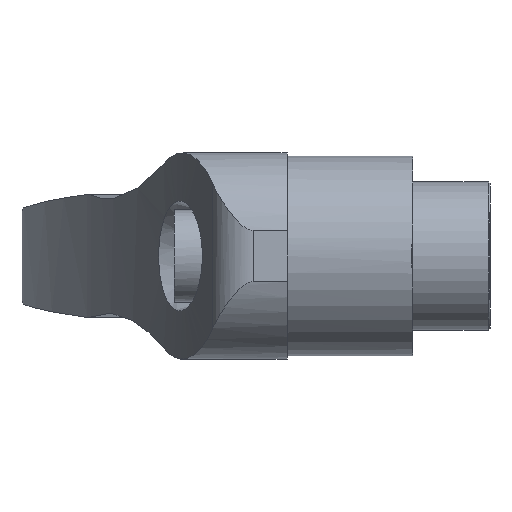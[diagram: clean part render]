
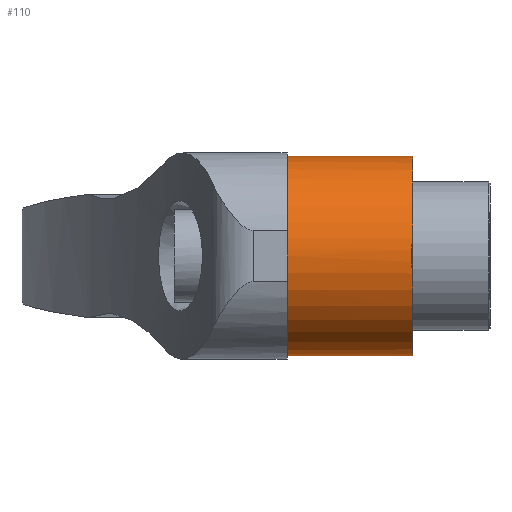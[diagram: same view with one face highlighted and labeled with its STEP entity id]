
A CAD part, left-side view. The second image highlights one B-rep face of the part: STEP entity #110.
In plain terms, the highlighted cylindrical face has radius 15.5 mm (diameter 31 mm), a full revolution.
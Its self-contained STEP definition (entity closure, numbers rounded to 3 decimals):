
#110 = ADVANCED_FACE( '', ( #264, #265 ), #266, .T. );
#264 = FACE_OUTER_BOUND( '', #470, .T. );
#265 = FACE_OUTER_BOUND( '', #471, .T. );
#266 = CYLINDRICAL_SURFACE( '', #472, 15.5 );
#470 = EDGE_LOOP( '', ( #732, #733 ) );
#471 = EDGE_LOOP( '', ( #734, #735, #736, #737, #738, #739 ) );
#472 = AXIS2_PLACEMENT_3D( '', #740, #741, #742 );
#732 = ORIENTED_EDGE( '', *, *, #1152, .T. );
#733 = ORIENTED_EDGE( '', *, *, #1197, .T. );
#734 = ORIENTED_EDGE( '', *, *, #1198, .T. );
#735 = ORIENTED_EDGE( '', *, *, #1199, .T. );
#736 = ORIENTED_EDGE( '', *, *, #1200, .F. );
#737 = ORIENTED_EDGE( '', *, *, #1201, .T. );
#738 = ORIENTED_EDGE( '', *, *, #1202, .T. );
#739 = ORIENTED_EDGE( '', *, *, #1203, .T. );
#740 = CARTESIAN_POINT( '', ( 0., 36.688, 0. ) );
#741 = DIRECTION( '', ( 0., -1., 0. ) );
#742 = DIRECTION( '', ( 0., 0., 1. ) );
#1152 = EDGE_CURVE( '', #1360, #1358, #1361, .F. );
#1197 = EDGE_CURVE( '', #1358, #1360, #1431, .F. );
#1198 = EDGE_CURVE( '', #1432, #1433, #1434, .T. );
#1199 = EDGE_CURVE( '', #1433, #1435, #1436, .T. );
#1200 = EDGE_CURVE( '', #1437, #1435, #1438, .T. );
#1201 = EDGE_CURVE( '', #1437, #1439, #1440, .F. );
#1202 = EDGE_CURVE( '', #1439, #1441, #1442, .T. );
#1203 = EDGE_CURVE( '', #1441, #1432, #1443, .T. );
#1358 = VERTEX_POINT( '', #1653 );
#1360 = VERTEX_POINT( '', #1656 );
#1361 = CIRCLE( '', #1657, 15.5 );
#1431 = CIRCLE( '', #1877, 15.5 );
#1432 = VERTEX_POINT( '', #1878 );
#1433 = VERTEX_POINT( '', #1879 );
#1434 = CIRCLE( '', #1880, 15.5 );
#1435 = VERTEX_POINT( '', #1881 );
#1436 = LINE( '', #1882, #1883 );
#1437 = VERTEX_POINT( '', #1884 );
#1438 = B_SPLINE_CURVE_WITH_KNOTS( '', 3, ( #1885, #1886, #1887, #1888, #1889, #1890, #1891, #1892, #1893, #1894, #1895, #1896, #1897, #1898 ), .UNSPECIFIED., .F., .F., ( 4, 2, 2, 2, 2, 2, 4 ), ( 0., 0., 0., 0.001, 0.001, 0.001, 0.002 ), .UNSPECIFIED. );
#1439 = VERTEX_POINT( '', #1899 );
#1440 = LINE( '', #1900, #1901 );
#1441 = VERTEX_POINT( '', #1902 );
#1442 = CIRCLE( '', #1903, 15.5 );
#1443 = ELLIPSE( '', #1904, 21.92, 15.5 );
#1653 = CARTESIAN_POINT( '', ( -15.5, 31.5, 0. ) );
#1656 = CARTESIAN_POINT( '', ( 15.5, 31.5, 0. ) );
#1657 = AXIS2_PLACEMENT_3D( '', #2335, #2336, #2337 );
#1877 = AXIS2_PLACEMENT_3D( '', #2379, #2380, #2381 );
#1878 = CARTESIAN_POINT( '', ( -15.26, 12., 2.717 ) );
#1879 = CARTESIAN_POINT( '', ( 15.49, 12., 0.557 ) );
#1880 = AXIS2_PLACEMENT_3D( '', #2382, #2383, #2384 );
#1881 = CARTESIAN_POINT( '', ( 15.49, 26.67, 0.557 ) );
#1882 = CARTESIAN_POINT( '', ( 15.49, 36.688, 0.557 ) );
#1883 = VECTOR( '', #2385, 1000. );
#1884 = CARTESIAN_POINT( '', ( 15.49, 26.67, -0.557 ) );
#1885 = CARTESIAN_POINT( '', ( 15.49, 26.67, -0.557 ) );
#1886 = CARTESIAN_POINT( '', ( 15.49, 26.734, -0.557 ) );
#1887 = CARTESIAN_POINT( '', ( 15.491, 26.796, -0.535 ) );
#1888 = CARTESIAN_POINT( '', ( 15.493, 26.9, -0.463 ) );
#1889 = CARTESIAN_POINT( '', ( 15.495, 26.942, -0.415 ) );
#1890 = CARTESIAN_POINT( '', ( 15.498, 27.041, -0.252 ) );
#1891 = CARTESIAN_POINT( '', ( 15.5, 27.07, -0.126 ) );
#1892 = CARTESIAN_POINT( '', ( 15.5, 27.07, 0.126 ) );
#1893 = CARTESIAN_POINT( '', ( 15.498, 27.041, 0.253 ) );
#1894 = CARTESIAN_POINT( '', ( 15.495, 26.943, 0.414 ) );
#1895 = CARTESIAN_POINT( '', ( 15.493, 26.9, 0.463 ) );
#1896 = CARTESIAN_POINT( '', ( 15.491, 26.796, 0.534 ) );
#1897 = CARTESIAN_POINT( '', ( 15.49, 26.734, 0.557 ) );
#1898 = CARTESIAN_POINT( '', ( 15.49, 26.67, 0.557 ) );
#1899 = CARTESIAN_POINT( '', ( 15.49, 12., -0.557 ) );
#1900 = CARTESIAN_POINT( '', ( 15.49, 36.688, -0.557 ) );
#1901 = VECTOR( '', #2386, 1000. );
#1902 = CARTESIAN_POINT( '', ( -15.26, 12., -2.717 ) );
#1903 = AXIS2_PLACEMENT_3D( '', #2387, #2388, #2389 );
#1904 = AXIS2_PLACEMENT_3D( '', #2390, #2391, #2392 );
#2335 = CARTESIAN_POINT( '', ( 0., 31.5, 0. ) );
#2336 = DIRECTION( '', ( 0., 1., 0. ) );
#2337 = DIRECTION( '', ( 0., 0., 1. ) );
#2379 = CARTESIAN_POINT( '', ( 0., 31.5, 0. ) );
#2380 = DIRECTION( '', ( 0., 1., 0. ) );
#2381 = DIRECTION( '', ( 0., 0., 1. ) );
#2382 = CARTESIAN_POINT( '', ( 0., 12., 0. ) );
#2383 = DIRECTION( '', ( 0., 1., 0. ) );
#2384 = DIRECTION( '', ( 0., 0., 1. ) );
#2385 = DIRECTION( '', ( 0., 1., 0. ) );
#2386 = DIRECTION( '', ( 0., 1., 0. ) );
#2387 = CARTESIAN_POINT( '', ( 0., 12., 0. ) );
#2388 = DIRECTION( '', ( 0., 1., 0. ) );
#2389 = DIRECTION( '', ( 0., 0., 1. ) );
#2390 = CARTESIAN_POINT( '', ( 0., -3.26, 0. ) );
#2391 = DIRECTION( '', ( 0.707, 0.707, 0. ) );
#2392 = DIRECTION( '', ( -0.707, 0.707, 0. ) );
